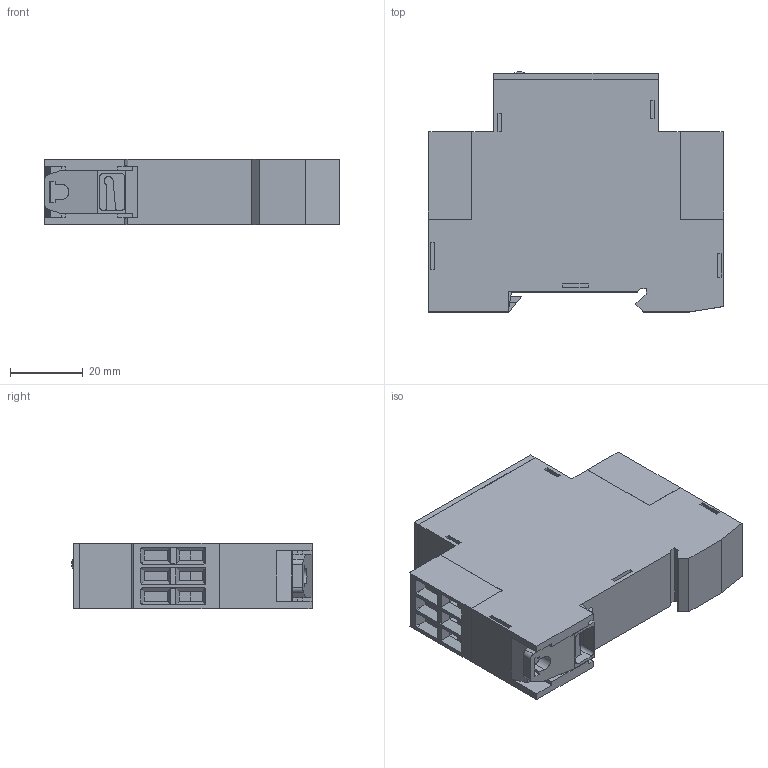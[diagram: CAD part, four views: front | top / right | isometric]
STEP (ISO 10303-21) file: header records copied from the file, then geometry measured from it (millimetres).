
FILE_DESCRIPTION (( 'STEP AP214' ), '1' );
FILE_NAME ('108101.STEP', '2011-07-23T20:06:02', ( 'LALo' ), ( 'Edi Foundation' ), 'SwSTEP 2.0', 'SolidWorks 2011', '' );
FILE_SCHEMA (( 'AUTOMOTIVE_DESIGN' ));
Length unit declared in the file: inch
Products named in the file (1): 108101
Bounding box: 81.18 x 65.89 x 17.91 mm (x, y, z)
Surface area: 21328 mm2 (no closed solid volume)
Topology: 0 solids, 357 shells, 365 faces, 1871 edges, 1839 vertices
Faces by surface type: plane 271, cylinder 51, cone 42, bspline 1
Entity records: 24152 total; most frequent: CARTESIAN_POINT 8796, DIRECTION 2413, ORIENTED_EDGE 1855, EDGE_CURVE 1847, VERTEX_POINT 1839, VECTOR 1365, LINE 1365, AXIS2_PLACEMENT_3D 524
